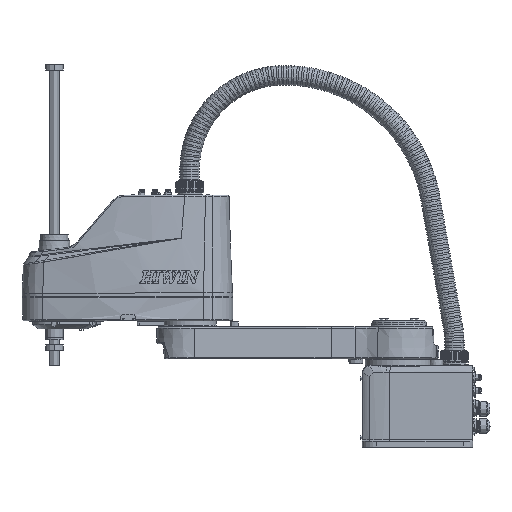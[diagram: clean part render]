
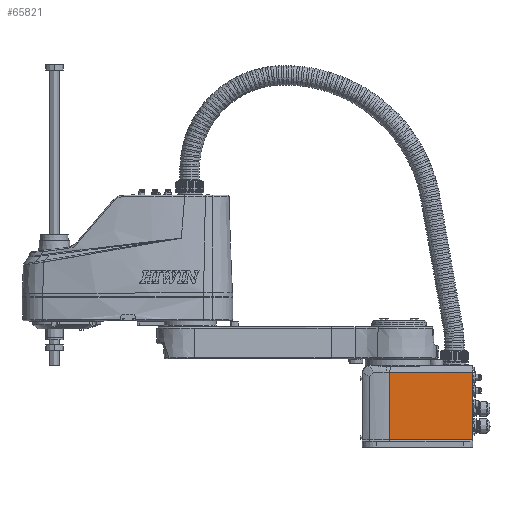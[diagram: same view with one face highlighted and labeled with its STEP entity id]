
A CAD part, left-side view. The second image highlights one B-rep face of the part: STEP entity #65821.
In plain terms, the highlighted planar face has unit normal (-1, 0, 0).
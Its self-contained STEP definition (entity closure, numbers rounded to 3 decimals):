
#3550=FACE_OUTER_BOUND('',#7622,.T.);
#7622=EDGE_LOOP('',(#41609,#41610,#41611,#41612));
#17287=LINE('',#97371,#21324);
#17350=LINE('',#98843,#21387);
#17351=LINE('',#99008,#21388);
#17352=LINE('',#99010,#21389);
#21324=VECTOR('',#77943,10.);
#21387=VECTOR('',#78186,136.803);
#21388=VECTOR('',#78195,168.812);
#21389=VECTOR('',#78198,168.812);
#25368=VERTEX_POINT('',#97368);
#25369=VERTEX_POINT('',#97370);
#25471=VERTEX_POINT('',#98839);
#25473=VERTEX_POINT('',#98842);
#31741=EDGE_CURVE('',#25369,#25368,#17287,.T.);
#31891=EDGE_CURVE('',#25471,#25473,#17350,.T.);
#31897=EDGE_CURVE('',#25369,#25471,#17351,.T.);
#31898=EDGE_CURVE('',#25473,#25368,#17352,.T.);
#41609=ORIENTED_EDGE('',*,*,#31897,.F.);
#41610=ORIENTED_EDGE('',*,*,#31741,.T.);
#41611=ORIENTED_EDGE('',*,*,#31898,.F.);
#41612=ORIENTED_EDGE('',*,*,#31891,.F.);
#60581=PLANE('',#70351);
#65821=ADVANCED_FACE('',(#3550),#60581,.T.);
#70351=AXIS2_PLACEMENT_3D('',#99009,#78196,#78197);
#77943=DIRECTION('',(0.,1.,0.));
#78186=DIRECTION('',(0.,1.,0.));
#78195=DIRECTION('',(0.,0.,-1.));
#78196=DIRECTION('center_axis',(-1.,0.,0.));
#78197=DIRECTION('ref_axis',(0.,0.,1.));
#78198=DIRECTION('',(0.,0.,1.));
#97368=CARTESIAN_POINT('',(-65.001,139.807,220.));
#97370=CARTESIAN_POINT('',(-65.001,3.,220.));
#97371=CARTESIAN_POINT('',(-65.001,116.846,220.));
#98839=CARTESIAN_POINT('',(-65.001,3.,51.188));
#98842=CARTESIAN_POINT('',(-65.001,139.803,51.188));
#98843=CARTESIAN_POINT('',(-65.001,3.,51.188));
#99008=CARTESIAN_POINT('',(-65.001,3.,220.));
#99009=CARTESIAN_POINT('Origin',(-65.001,155.,-5.));
#99010=CARTESIAN_POINT('',(-65.001,139.803,51.188));
